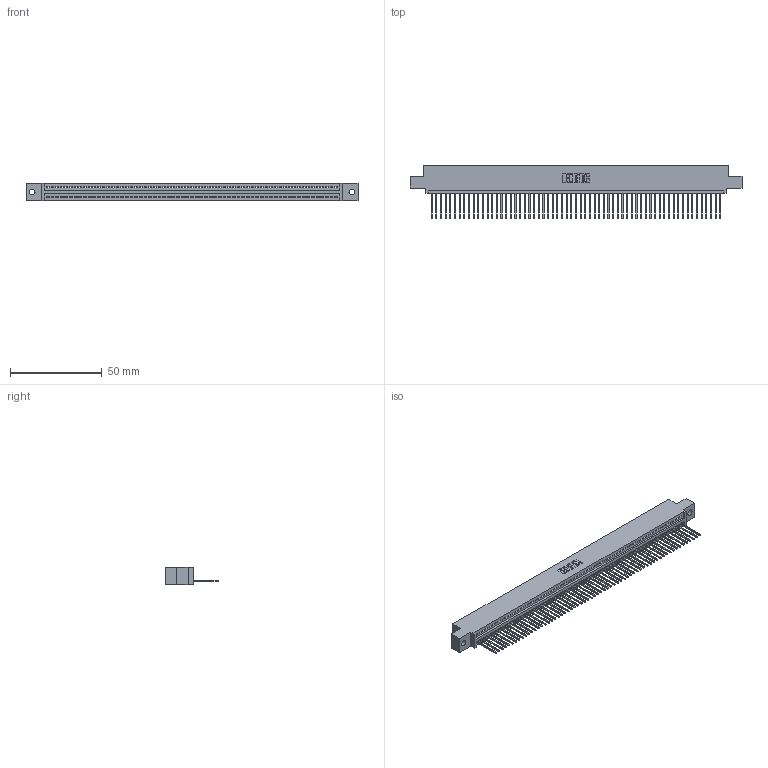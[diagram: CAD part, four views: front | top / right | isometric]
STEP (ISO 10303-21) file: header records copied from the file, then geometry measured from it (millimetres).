
FILE_DESCRIPTION (( 'STEP AP203' ), '1' );
FILE_NAME ('345-063-540-402.STEP', '2019-10-11T10:34:49', ( '' ), ( '' ), 'SwSTEP 2.0', 'SolidWorks 2016', '' );
FILE_SCHEMA (( 'CONFIG_CONTROL_DESIGN' ));
Length unit declared in the file: inch
Products named in the file (3): 345-063-540-402; 345 Part_0.110 Offset - 0.128 Dia; 345-292-001_345-293-140
Assembly tree (64 placements, depth 2):
  345-063-540-402
    345 Part_0.110 Offset - 0.128 Dia
    345-292-001_345-293-140  x63
Bounding box: 181.23 x 29.13 x 9.4 mm (x, y, z)
Volume: 17360.6 mm3; surface area: 23780.3 mm2
Topology: 64 solids, 64 shells, 3784 faces, 11441 edges, 7542 vertices
Faces by surface type: plane 2604, cylinder 1180
Entity records: 44741 total; most frequent: CARTESIAN_POINT 7757, ORIENTED_EDGE 7754, DIRECTION 6743, EDGE_CURVE 3877, LINE 3493, VECTOR 3493, VERTEX_POINT 2582, AXIS2_PLACEMENT_3D 1625
